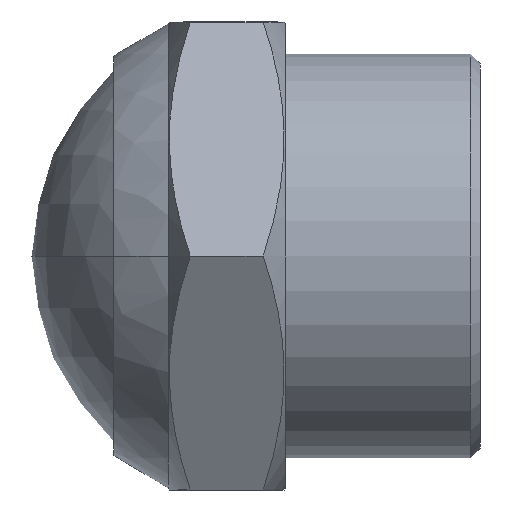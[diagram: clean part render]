
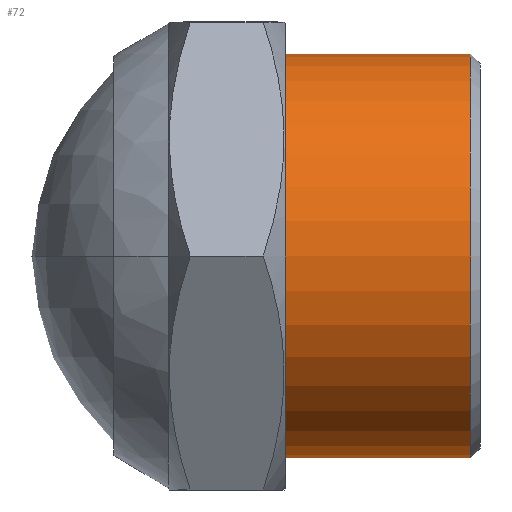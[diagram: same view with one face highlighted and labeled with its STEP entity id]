
A CAD part, left-side view. The second image highlights one B-rep face of the part: STEP entity #72.
In plain terms, the highlighted cylindrical face has radius 10.35 mm (diameter 20.7 mm), a partial arc.
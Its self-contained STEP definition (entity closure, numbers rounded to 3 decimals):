
#72 = ADVANCED_FACE ( 'NONE', ( #249 ), #248, .T. ) ;
#73 = ORIENTED_EDGE ( 'NONE', *, *, #100, .F. ) ;
#74 = ORIENTED_EDGE ( 'NONE', *, *, #75, .T. ) ;
#75 = EDGE_CURVE ( 'NONE', #159, #158, #243, .T. ) ;
#76 = ORIENTED_EDGE ( 'NONE', *, *, #106, .T. ) ;
#77 = ORIENTED_EDGE ( 'NONE', *, *, #150, .F. ) ;
#100 = EDGE_CURVE ( 'NONE', #159, #101, #507, .T. ) ;
#101 = VERTEX_POINT ( 'NONE', #475 ) ;
#104 = VERTEX_POINT ( 'NONE', #469 ) ;
#106 = EDGE_CURVE ( 'NONE', #158, #104, #468, .T. ) ;
#150 = EDGE_CURVE ( 'NONE', #101, #104, #587, .T. ) ;
#151 = EDGE_LOOP ( 'NONE', ( #73, #74, #76, #77 ) ) ;
#158 = VERTEX_POINT ( 'NONE', #557 ) ;
#159 = VERTEX_POINT ( 'NONE', #556 ) ;
#239 = DIRECTION ( 'NONE',  ( 0., 0., -1. ) ) ;
#240 = DIRECTION ( 'NONE',  ( 0., -1., 0. ) ) ;
#241 = CARTESIAN_POINT ( 'NONE',  ( 0., 10., 0. ) ) ;
#242 = AXIS2_PLACEMENT_3D ( 'NONE', #241, #240, #239 ) ;
#243 = CIRCLE ( 'NONE', #242, 10.35 ) ;
#244 = DIRECTION ( 'NONE',  ( 0., 0., -1. ) ) ;
#245 = DIRECTION ( 'NONE',  ( 0., -1., 0. ) ) ;
#246 = AXIS2_PLACEMENT_3D ( 'NONE', #247, #245, #244 ) ;
#247 = CARTESIAN_POINT ( 'NONE',  ( 0., -4.927, 0. ) ) ;
#248 = CYLINDRICAL_SURFACE ( 'NONE', #246, 10.35 ) ;
#249 = FACE_OUTER_BOUND ( 'NONE', #151, .T. ) ;
#466 = DIRECTION ( 'NONE',  ( 0., -1., 0. ) ) ;
#467 = CARTESIAN_POINT ( 'NONE',  ( 0., -4.927, -10.35 ) ) ;
#468 = LINE ( 'NONE', #467, #548 ) ;
#469 = CARTESIAN_POINT ( 'NONE',  ( 0., 0.5, -10.35 ) ) ;
#475 = CARTESIAN_POINT ( 'NONE',  ( 0., 0.5, 10.35 ) ) ;
#504 = DIRECTION ( 'NONE',  ( 0., -1., 0. ) ) ;
#505 = VECTOR ( 'NONE', #504, 1000. ) ;
#506 = CARTESIAN_POINT ( 'NONE',  ( 0., -4.927, 10.35 ) ) ;
#507 = LINE ( 'NONE', #506, #505 ) ;
#548 = VECTOR ( 'NONE', #466, 1000. ) ;
#556 = CARTESIAN_POINT ( 'NONE',  ( 0., 10., 10.35 ) ) ;
#557 = CARTESIAN_POINT ( 'NONE',  ( 0., 10., -10.35 ) ) ;
#583 = DIRECTION ( 'NONE',  ( 0., 0., -1. ) ) ;
#584 = DIRECTION ( 'NONE',  ( 0., -1., 0. ) ) ;
#585 = CARTESIAN_POINT ( 'NONE',  ( 0., 0.5, 0. ) ) ;
#586 = AXIS2_PLACEMENT_3D ( 'NONE', #585, #584, #583 ) ;
#587 = CIRCLE ( 'NONE', #586, 10.35 ) ;
